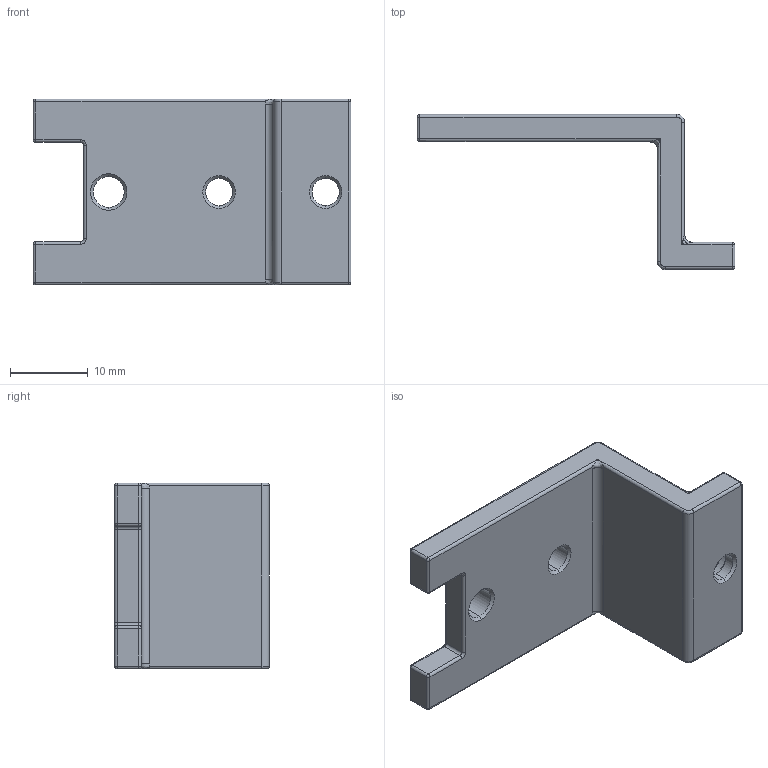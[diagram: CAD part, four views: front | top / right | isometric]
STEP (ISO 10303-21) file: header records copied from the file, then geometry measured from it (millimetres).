
FILE_DESCRIPTION (( 'STEP AP214' ), '1' );
FILE_NAME ('left_bracket.STEP', '2020-05-27T01:19:11', ( '' ), ( '' ), 'SwSTEP 2.0', 'SolidWorks 2019', '' );
FILE_SCHEMA (( 'AUTOMOTIVE_DESIGN' ));
Length unit declared in the file: millimetre
Products named in the file (1): left_bracket
Bounding box: 41 x 20 x 24 mm (x, y, z)
Volume: 4384.9 mm3; surface area: 3168 mm2
Topology: 1 solids, 1 shells, 102 faces, 246 edges, 130 vertices
Faces by surface type: cylinder 45, plane 16, cone 12, sphere 12, bspline 9, torus 8
Entity records: 4448 total; most frequent: CARTESIAN_POINT 2178, DIRECTION 485, ORIENTED_EDGE 460, EDGE_CURVE 230, AXIS2_PLACEMENT_3D 195, VERTEX_POINT 130, EDGE_LOOP 108, ADVANCED_FACE 102
